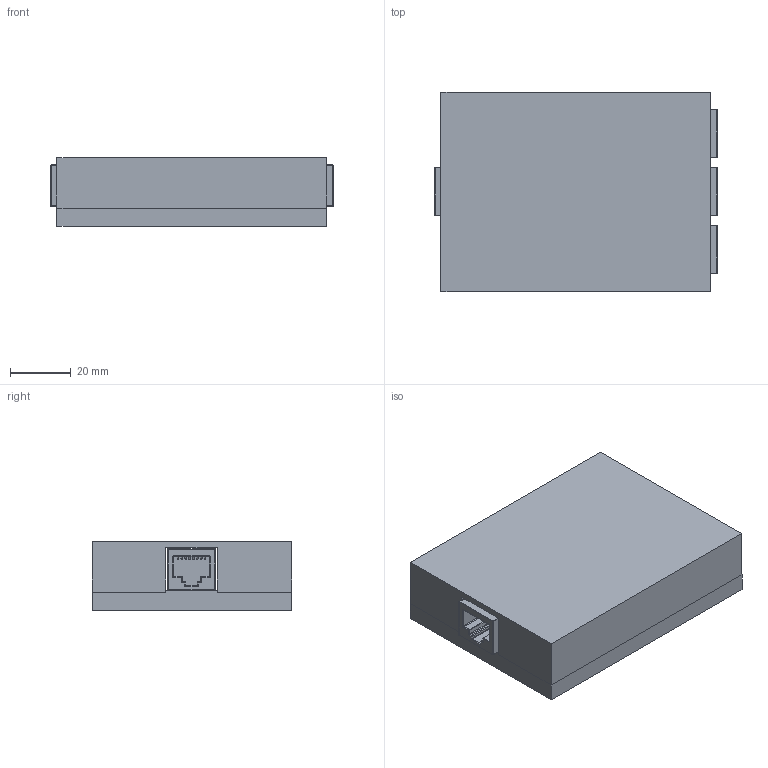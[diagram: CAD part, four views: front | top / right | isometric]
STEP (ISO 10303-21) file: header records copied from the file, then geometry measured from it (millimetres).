
FILE_DESCRIPTION(/* description */ (''),/* implementation_level */ '2;1');
FILE_NAME(/* name */ 'Junction_Case_Mark3 v1.step',/* time_stamp */ '2022-12-30T14:13:04+01:00',/* author */ (''),/* organization */ (''),/* preprocessor_version */ 'ST-DEVELOPER v19.2',/* originating_system */ 'Autodesk Translation Framework v11.17.0.187',/* authorisation */ '');
FILE_SCHEMA (('AUTOMOTIVE_DESIGN { 1 0 10303 214 3 1 1 }'));
Products named in the file (18): Junction_Case_Mark3; case; junction_top; junction_bottom; RS485_junction v2; Board; Packages; OPEN-SHOT-CLOCK-LOGO-H50MM; OPEN-SHOT-CLOCK-LOGO-SMALL; RJ45-NO-SHIELD; Shell; RJ45-NO-SHIELD (1); Shell (1); RJ45-NO-SHIELD (2); Shell (2); RJ45-NO-SHIELD (3); Shell (3); RS485-TTL
Assembly tree (19 placements, depth 5):
  Junction_Case_Mark3
    case
      junction_top
      junction_bottom
    RS485_junction v2
      Board
      Packages
        OPEN-SHOT-CLOCK-LOGO-H50MM
        OPEN-SHOT-CLOCK-LOGO-SMALL
        RJ45-NO-SHIELD
          Shell
        RJ45-NO-SHIELD (1)
          Shell (1)
        RJ45-NO-SHIELD (2)
          Shell (2)
        RJ45-NO-SHIELD (3)
          Shell (3)
        RS485-TTL  x3
Bounding box: 92.82 x 65.63 x 22.6 mm (x, y, z)
Volume: 58544.3 mm3; surface area: 71010.8 mm2
Topology: 78 solids, 78 shells, 2061 faces, 4868 edges, 2988 vertices
Faces by surface type: plane 1051, cylinder 526, torus 160, sphere 144, bspline 128, cone 52
Full cylindrical faces by diameter (mm): 0.6 x56, 0.9 x32, 1 x18, 2 x4, 3 x8, 3.251 x2
Entity records: 67910 total; most frequent: CARTESIAN_POINT 19567, DIRECTION 10090, ORIENTED_EDGE 9688, EDGE_CURVE 4844, AXIS2_PLACEMENT_3D 3479, LINE 3132, VECTOR 3132, VERTEX_POINT 2972
